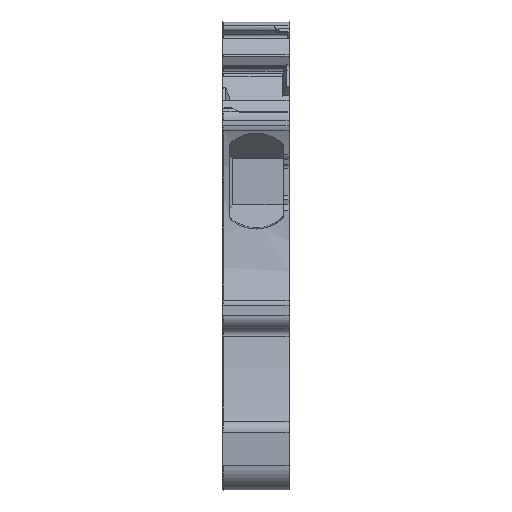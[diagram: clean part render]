
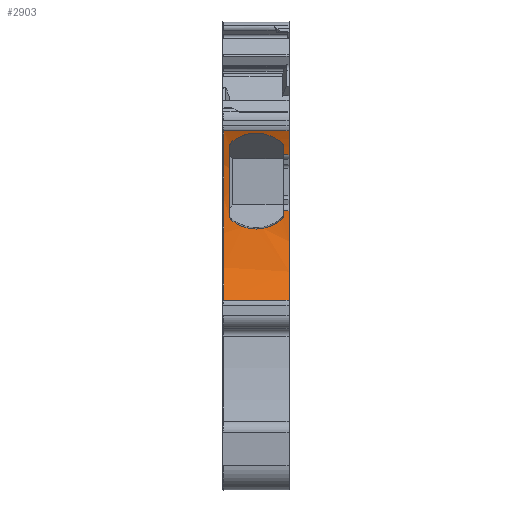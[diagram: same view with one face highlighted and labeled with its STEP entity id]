
A CAD part, front view. The second image highlights one B-rep face of the part: STEP entity #2903.
In plain terms, the highlighted cylindrical face has radius 15.888 mm (diameter 31.775 mm), a partial arc.
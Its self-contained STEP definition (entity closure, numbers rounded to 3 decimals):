
#2550=AXIS2_PLACEMENT_3D('Circle Axis2P3D',#2548,#2549,$) ;
#2730=AXIS2_PLACEMENT_3D('Circle Axis2P3D',#2728,#2729,$) ;
#2742=AXIS2_PLACEMENT_3D('Circle Axis2P3D',#2740,#2741,$) ;
#2835=AXIS2_PLACEMENT_3D('Cylinder Axis2P3D',#2832,#2833,#2834) ;
#2839=AXIS2_PLACEMENT_3D('Circle Axis2P3D',#2837,#2838,$) ;
#2855=AXIS2_PLACEMENT_3D('Circle Axis2P3D',#2853,#2854,$) ;
#2874=AXIS2_PLACEMENT_3D('Circle Axis2P3D',#2872,#2873,$) ;
#2538=CARTESIAN_POINT('Vertex',(0.5,3.03,21.206)) ;
#2545=CARTESIAN_POINT('Vertex',(0.5,2.109,26.519)) ;
#2548=CARTESIAN_POINT('Axis2P3D Location',(0.5,-12.858,21.189)) ;
#2568=CARTESIAN_POINT('Control Point',(0.689,3.026,20.814)) ;
#2569=CARTESIAN_POINT('Control Point',(0.571,3.028,20.908)) ;
#2570=CARTESIAN_POINT('Control Point',(0.5,3.03,21.056)) ;
#2571=CARTESIAN_POINT('Control Point',(0.5,3.03,21.206)) ;
#2572=CARTESIAN_POINT('Vertex',(0.689,3.026,20.814)) ;
#2600=CARTESIAN_POINT('Vertex',(2.558,2.997,20.16)) ;
#2604=CARTESIAN_POINT('Control Point',(0.689,3.026,20.814)) ;
#2605=CARTESIAN_POINT('Control Point',(1.083,3.018,20.5)) ;
#2606=CARTESIAN_POINT('Control Point',(1.548,3.004,20.274)) ;
#2607=CARTESIAN_POINT('Control Point',(2.053,2.997,20.16)) ;
#2608=CARTESIAN_POINT('Control Point',(2.558,2.997,20.16)) ;
#2627=CARTESIAN_POINT('Control Point',(2.558,2.997,20.16)) ;
#2628=CARTESIAN_POINT('Control Point',(3.095,2.997,20.16)) ;
#2629=CARTESIAN_POINT('Control Point',(3.633,3.005,20.289)) ;
#2630=CARTESIAN_POINT('Control Point',(4.123,3.021,20.546)) ;
#2631=CARTESIAN_POINT('Control Point',(4.528,3.027,20.899)) ;
#2632=CARTESIAN_POINT('Vertex',(4.528,3.027,20.899)) ;
#2653=CARTESIAN_POINT('Control Point',(4.528,3.027,20.899)) ;
#2654=CARTESIAN_POINT('Control Point',(4.636,3.029,20.993)) ;
#2655=CARTESIAN_POINT('Control Point',(4.7,3.031,21.134)) ;
#2656=CARTESIAN_POINT('Control Point',(4.7,3.03,21.276)) ;
#2657=CARTESIAN_POINT('Vertex',(4.7,3.03,21.276)) ;
#2683=CARTESIAN_POINT('Vertex',(4.7,3.026,21.559)) ;
#2725=CARTESIAN_POINT('Vertex',(4.7,2.319,25.89)) ;
#2728=CARTESIAN_POINT('Axis2P3D Location',(4.7,-12.858,21.189)) ;
#2732=CARTESIAN_POINT('Vertex',(4.7,2.134,26.449)) ;
#2740=CARTESIAN_POINT('Axis2P3D Location',(4.7,-12.858,21.189)) ;
#2768=CARTESIAN_POINT('Control Point',(4.528,1.996,26.826)) ;
#2769=CARTESIAN_POINT('Control Point',(4.638,2.033,26.73)) ;
#2770=CARTESIAN_POINT('Control Point',(4.7,2.085,26.59)) ;
#2771=CARTESIAN_POINT('Control Point',(4.7,2.134,26.449)) ;
#2772=CARTESIAN_POINT('Vertex',(4.528,1.996,26.826)) ;
#2793=CARTESIAN_POINT('Control Point',(0.688,1.964,26.911)) ;
#2794=CARTESIAN_POINT('Control Point',(1.33,1.767,27.422)) ;
#2795=CARTESIAN_POINT('Control Point',(2.154,1.619,27.729)) ;
#2796=CARTESIAN_POINT('Control Point',(3.106,1.631,27.705)) ;
#2797=CARTESIAN_POINT('Control Point',(3.911,1.792,27.364)) ;
#2798=CARTESIAN_POINT('Control Point',(4.528,1.996,26.826)) ;
#2799=CARTESIAN_POINT('Vertex',(0.688,1.964,26.911)) ;
#2820=CARTESIAN_POINT('Control Point',(0.688,1.964,26.911)) ;
#2821=CARTESIAN_POINT('Control Point',(0.569,2.001,26.815)) ;
#2822=CARTESIAN_POINT('Control Point',(0.5,2.056,26.668)) ;
#2823=CARTESIAN_POINT('Control Point',(0.5,2.109,26.519)) ;
#2832=CARTESIAN_POINT('Axis2P3D Location',(2.55,-12.858,21.189)) ;
#2837=CARTESIAN_POINT('Axis2P3D Location',(0.05,-12.858,21.189)) ;
#2841=CARTESIAN_POINT('Vertex',(0.05,1.619,27.735)) ;
#2843=CARTESIAN_POINT('Vertex',(0.05,1.619,14.643)) ;
#2846=CARTESIAN_POINT('Line Origine',(2.55,1.619,14.643)) ;
#2850=CARTESIAN_POINT('Vertex',(5.1,1.619,14.643)) ;
#2853=CARTESIAN_POINT('Axis2P3D Location',(5.1,-12.858,21.189)) ;
#2857=CARTESIAN_POINT('Vertex',(5.1,3.026,21.559)) ;
#2860=CARTESIAN_POINT('Line Origine',(2.55,3.026,21.559)) ;
#2865=CARTESIAN_POINT('Line Origine',(2.55,2.319,25.89)) ;
#2869=CARTESIAN_POINT('Vertex',(5.1,2.319,25.89)) ;
#2872=CARTESIAN_POINT('Axis2P3D Location',(5.1,-12.858,21.189)) ;
#2876=CARTESIAN_POINT('Vertex',(5.1,1.619,27.735)) ;
#2879=CARTESIAN_POINT('Line Origine',(2.55,1.619,27.735)) ;
#2549=DIRECTION('Axis2P3D Direction',(1.,0.,0.)) ;
#2729=DIRECTION('Axis2P3D Direction',(1.,0.,0.)) ;
#2741=DIRECTION('Axis2P3D Direction',(1.,0.,0.)) ;
#2833=DIRECTION('Axis2P3D Direction',(1.,0.,0.)) ;
#2834=DIRECTION('Axis2P3D XDirection',(0.,0.911,-0.412)) ;
#2838=DIRECTION('Axis2P3D Direction',(1.,0.,0.)) ;
#2847=DIRECTION('Vector Direction',(1.,0.,0.)) ;
#2854=DIRECTION('Axis2P3D Direction',(1.,0.,0.)) ;
#2861=DIRECTION('Vector Direction',(1.,0.,0.)) ;
#2866=DIRECTION('Vector Direction',(1.,0.,0.)) ;
#2873=DIRECTION('Axis2P3D Direction',(1.,0.,0.)) ;
#2880=DIRECTION('Vector Direction',(1.,0.,0.)) ;
#2848=VECTOR('Line Direction',#2847,1.) ;
#2862=VECTOR('Line Direction',#2861,1.) ;
#2867=VECTOR('Line Direction',#2866,1.) ;
#2881=VECTOR('Line Direction',#2880,1.) ;
#2885=ORIENTED_EDGE('',*,*,#2845,.T.) ;
#2886=ORIENTED_EDGE('',*,*,#2852,.T.) ;
#2887=ORIENTED_EDGE('',*,*,#2859,.T.) ;
#2888=ORIENTED_EDGE('',*,*,#2864,.F.) ;
#2889=ORIENTED_EDGE('',*,*,#2744,.F.) ;
#2890=ORIENTED_EDGE('',*,*,#2659,.F.) ;
#2891=ORIENTED_EDGE('',*,*,#2634,.F.) ;
#2892=ORIENTED_EDGE('',*,*,#2609,.F.) ;
#2893=ORIENTED_EDGE('',*,*,#2574,.T.) ;
#2894=ORIENTED_EDGE('',*,*,#2552,.T.) ;
#2895=ORIENTED_EDGE('',*,*,#2824,.F.) ;
#2896=ORIENTED_EDGE('',*,*,#2801,.T.) ;
#2897=ORIENTED_EDGE('',*,*,#2774,.T.) ;
#2898=ORIENTED_EDGE('',*,*,#2734,.F.) ;
#2899=ORIENTED_EDGE('',*,*,#2871,.T.) ;
#2900=ORIENTED_EDGE('',*,*,#2878,.T.) ;
#2901=ORIENTED_EDGE('',*,*,#2883,.F.) ;
#2903=ADVANCED_FACE('MLD\\MLD_AL2C_2-5',(#2902),#2836,.F.) ;
#2567=B_SPLINE_CURVE_WITH_KNOTS('',3,(#2568,#2569,#2570,#2571),.UNSPECIFIED.,.F.,.U.,(4,4),(0.,0.646),.UNSPECIFIED.) ;
#2603=B_SPLINE_CURVE_WITH_KNOTS('',4,(#2604,#2605,#2606,#2607,#2608),.UNSPECIFIED.,.F.,.U.,(5,5),(0.,2.89),.UNSPECIFIED.) ;
#2626=B_SPLINE_CURVE_WITH_KNOTS('',4,(#2627,#2628,#2629,#2630,#2631),.UNSPECIFIED.,.F.,.U.,(5,5),(0.,3.085),.UNSPECIFIED.) ;
#2652=B_SPLINE_CURVE_WITH_KNOTS('',3,(#2653,#2654,#2655,#2656),.UNSPECIFIED.,.F.,.U.,(4,4),(0.,0.613),.UNSPECIFIED.) ;
#2767=B_SPLINE_CURVE_WITH_KNOTS('',3,(#2768,#2769,#2770,#2771),.UNSPECIFIED.,.F.,.U.,(4,4),(0.,0.643),.UNSPECIFIED.) ;
#2792=B_SPLINE_CURVE_WITH_KNOTS('',5,(#2793,#2794,#2795,#2796,#2797,#2798),.UNSPECIFIED.,.F.,.U.,(6,6),(0.,6.113),.UNSPECIFIED.) ;
#2819=B_SPLINE_CURVE_WITH_KNOTS('',3,(#2820,#2821,#2822,#2823),.UNSPECIFIED.,.F.,.U.,(4,4),(0.,0.678),.UNSPECIFIED.) ;
#2551=CIRCLE('generated circle',#2550,15.888) ;
#2731=CIRCLE('generated circle',#2730,15.888) ;
#2743=CIRCLE('generated circle',#2742,15.888) ;
#2840=CIRCLE('generated circle',#2839,15.888) ;
#2856=CIRCLE('generated circle',#2855,15.888) ;
#2875=CIRCLE('generated circle',#2874,15.888) ;
#2836=CYLINDRICAL_SURFACE('generated cylinder',#2835,15.888) ;
#2552=EDGE_CURVE('',#2539,#2546,#2551,.T.) ;
#2574=EDGE_CURVE('',#2573,#2539,#2567,.T.) ;
#2609=EDGE_CURVE('',#2573,#2601,#2603,.T.) ;
#2634=EDGE_CURVE('',#2601,#2633,#2626,.T.) ;
#2659=EDGE_CURVE('',#2633,#2658,#2652,.T.) ;
#2734=EDGE_CURVE('',#2726,#2733,#2731,.T.) ;
#2744=EDGE_CURVE('',#2658,#2684,#2743,.T.) ;
#2774=EDGE_CURVE('',#2773,#2733,#2767,.T.) ;
#2801=EDGE_CURVE('',#2800,#2773,#2792,.T.) ;
#2824=EDGE_CURVE('',#2800,#2546,#2819,.T.) ;
#2845=EDGE_CURVE('',#2842,#2844,#2840,.F.) ;
#2852=EDGE_CURVE('',#2844,#2851,#2849,.T.) ;
#2859=EDGE_CURVE('',#2851,#2858,#2856,.T.) ;
#2864=EDGE_CURVE('',#2684,#2858,#2863,.T.) ;
#2871=EDGE_CURVE('',#2726,#2870,#2868,.T.) ;
#2878=EDGE_CURVE('',#2870,#2877,#2875,.T.) ;
#2883=EDGE_CURVE('',#2842,#2877,#2882,.T.) ;
#2884=EDGE_LOOP('',(#2885,#2886,#2887,#2888,#2889,#2890,#2891,#2892,#2893,#2894,#2895,#2896,#2897,#2898,#2899,#2900,#2901)) ;
#2902=FACE_OUTER_BOUND('',#2884,.T.) ;
#2849=LINE('Line',#2846,#2848) ;
#2863=LINE('Line',#2860,#2862) ;
#2868=LINE('Line',#2865,#2867) ;
#2882=LINE('Line',#2879,#2881) ;
#2539=VERTEX_POINT('',#2538) ;
#2546=VERTEX_POINT('',#2545) ;
#2573=VERTEX_POINT('',#2572) ;
#2601=VERTEX_POINT('',#2600) ;
#2633=VERTEX_POINT('',#2632) ;
#2658=VERTEX_POINT('',#2657) ;
#2684=VERTEX_POINT('',#2683) ;
#2726=VERTEX_POINT('',#2725) ;
#2733=VERTEX_POINT('',#2732) ;
#2773=VERTEX_POINT('',#2772) ;
#2800=VERTEX_POINT('',#2799) ;
#2842=VERTEX_POINT('',#2841) ;
#2844=VERTEX_POINT('',#2843) ;
#2851=VERTEX_POINT('',#2850) ;
#2858=VERTEX_POINT('',#2857) ;
#2870=VERTEX_POINT('',#2869) ;
#2877=VERTEX_POINT('',#2876) ;
